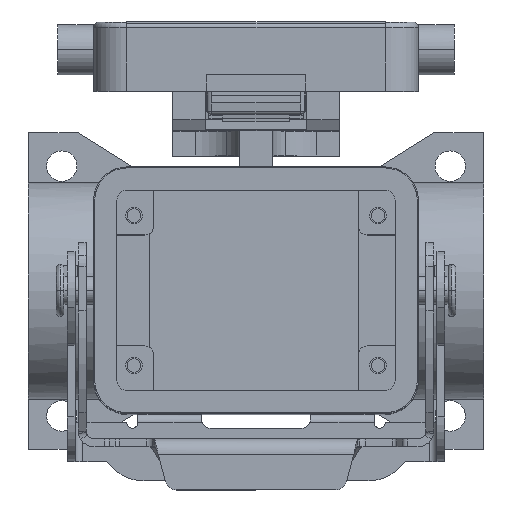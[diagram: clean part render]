
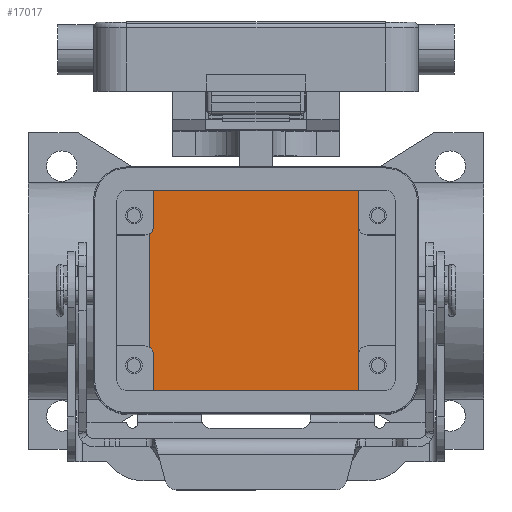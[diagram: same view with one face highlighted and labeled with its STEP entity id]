
A CAD part, top view. The second image highlights one B-rep face of the part: STEP entity #17017.
In plain terms, the highlighted planar face has unit normal (0, 0, 1).
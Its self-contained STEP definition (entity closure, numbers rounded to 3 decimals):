
#16944=CARTESIAN_POINT('',(0.0,0.,-62.0));
#16945=DIRECTION('',(0.0,0.0,1.0));
#16946=DIRECTION('',(1.0,0.0,0.0));
#16947=AXIS2_PLACEMENT_3D('',#16944,#16945,#16946);
#16948=PLANE('',#16947);
#16949=CARTESIAN_POINT('',(-19.25,10.201,-62.0));
#16950=VERTEX_POINT('',#16949);
#16951=CARTESIAN_POINT('',(-19.25,-10.201,-62.0));
#16952=VERTEX_POINT('',#16951);
#16953=CARTESIAN_POINT('',(-19.25,10.201,-62.0));
#16954=DIRECTION('',(0.0,-1.0,0.0));
#16955=VECTOR('',#16954,20.402);
#16956=LINE('',#16953,#16955);
#16957=EDGE_CURVE('',#16950,#16952,#16956,.T.);
#16958=ORIENTED_EDGE('',*,*,#16957,.T.);
#16959=CARTESIAN_POINT('',(-18.5,-11.5,-62.));
#16960=VERTEX_POINT('',#16959);
#16961=CARTESIAN_POINT('',(-20.0,-11.5,-62.0));
#16962=DIRECTION('',(0.0,0.0,-1.0));
#16963=DIRECTION('',(-1.0,0.0,0.0));
#16964=AXIS2_PLACEMENT_3D('',#16961,#16962,#16963);
#16965=CIRCLE('',#16964,1.5);
#16966=EDGE_CURVE('',#16952,#16960,#16965,.T.);
#16967=ORIENTED_EDGE('',*,*,#16966,.T.);
#16968=CARTESIAN_POINT('',(-18.5,-18.25,-62.));
#16969=VERTEX_POINT('',#16968);
#16970=CARTESIAN_POINT('',(-18.5,-11.5,-62.));
#16971=DIRECTION('',(0.0,-1.0,0.0));
#16972=VECTOR('',#16971,6.75);
#16973=LINE('',#16970,#16972);
#16974=EDGE_CURVE('',#16960,#16969,#16973,.T.);
#16975=ORIENTED_EDGE('',*,*,#16974,.T.);
#16976=CARTESIAN_POINT('',(18.5,-18.25,-62.));
#16977=VERTEX_POINT('',#16976);
#16978=CARTESIAN_POINT('',(-18.5,-18.25,-62.));
#16979=DIRECTION('',(1.0,0.0,0.0));
#16980=VECTOR('',#16979,37.0);
#16981=LINE('',#16978,#16980);
#16982=EDGE_CURVE('',#16969,#16977,#16981,.T.);
#16983=ORIENTED_EDGE('',*,*,#16982,.T.);
#16984=CARTESIAN_POINT('',(18.5,18.25,-62.));
#16985=VERTEX_POINT('',#16984);
#16986=CARTESIAN_POINT('',(18.5,-18.25,-62.));
#16987=DIRECTION('',(0.0,1.0,0.0));
#16988=VECTOR('',#16987,36.5);
#16989=LINE('',#16986,#16988);
#16990=EDGE_CURVE('',#16977,#16985,#16989,.T.);
#16991=ORIENTED_EDGE('',*,*,#16990,.T.);
#16992=CARTESIAN_POINT('',(-18.5,18.25,-62.));
#16993=VERTEX_POINT('',#16992);
#16994=CARTESIAN_POINT('',(18.5,18.25,-62.));
#16995=DIRECTION('',(-1.0,0.0,0.0));
#16996=VECTOR('',#16995,37.);
#16997=LINE('',#16994,#16996);
#16998=EDGE_CURVE('',#16985,#16993,#16997,.T.);
#16999=ORIENTED_EDGE('',*,*,#16998,.T.);
#17000=CARTESIAN_POINT('',(-18.5,11.5,-62.));
#17001=VERTEX_POINT('',#17000);
#17002=CARTESIAN_POINT('',(-18.5,18.25,-62.));
#17003=DIRECTION('',(0.0,-1.0,0.0));
#17004=VECTOR('',#17003,6.75);
#17005=LINE('',#17002,#17004);
#17006=EDGE_CURVE('',#16993,#17001,#17005,.T.);
#17007=ORIENTED_EDGE('',*,*,#17006,.T.);
#17008=CARTESIAN_POINT('',(-20.0,11.5,-62.0));
#17009=DIRECTION('',(0.0,0.0,-1.0));
#17010=DIRECTION('',(0.0,-1.0,0.0));
#17011=AXIS2_PLACEMENT_3D('',#17008,#17009,#17010);
#17012=CIRCLE('',#17011,1.5);
#17013=EDGE_CURVE('',#17001,#16950,#17012,.T.);
#17014=ORIENTED_EDGE('',*,*,#17013,.T.);
#17015=EDGE_LOOP('',(#16958,#16967,#16975,#16983,#16991,#16999,#17007,#17014));
#17016=FACE_OUTER_BOUND('',#17015,.T.);
#17017=ADVANCED_FACE('',(#17016),#16948,.T.);
